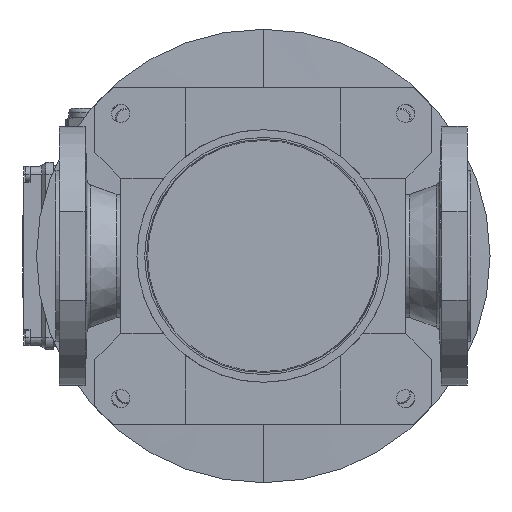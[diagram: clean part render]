
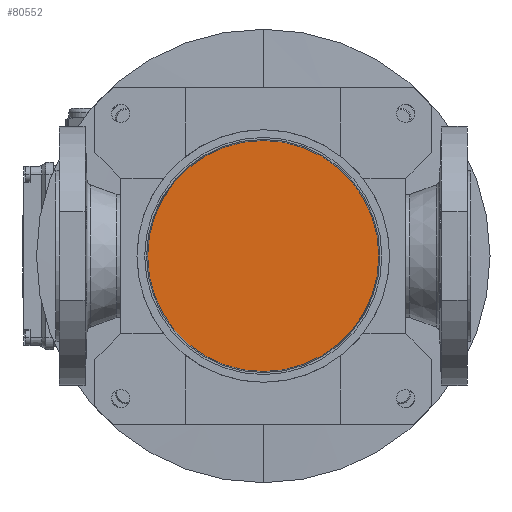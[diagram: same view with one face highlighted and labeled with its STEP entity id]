
A CAD part, front view. The second image highlights one B-rep face of the part: STEP entity #80552.
In plain terms, the highlighted planar face has unit normal (0, -1, 0).
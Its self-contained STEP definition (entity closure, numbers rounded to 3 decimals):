
#9780 = DIRECTION ( 'NONE',  ( 0., 0., 1. ) ) ;
#12799 = CIRCLE ( 'NONE', #91882, 89.214 ) ;
#13453 = ORIENTED_EDGE ( 'NONE', *, *, #123041, .F. ) ;
#16807 = PLANE ( 'NONE',  #69409 ) ;
#22654 = ORIENTED_EDGE ( 'NONE', *, *, #99044, .F. ) ;
#38976 = DIRECTION ( 'NONE',  ( 0., 0., -1. ) ) ;
#48633 = EDGE_LOOP ( 'NONE', ( #22654, #13453 ) ) ;
#50141 = CARTESIAN_POINT ( 'NONE',  ( 0., -46., 0. ) ) ;
#50535 = DIRECTION ( 'NONE',  ( 0., 0., 1. ) ) ;
#56559 = CARTESIAN_POINT ( 'NONE',  ( 0., -46., 0. ) ) ;
#59085 = CARTESIAN_POINT ( 'NONE',  ( 0., -46., -89.214 ) ) ;
#60148 = CARTESIAN_POINT ( 'NONE',  ( 0., -46., 89.214 ) ) ;
#62530 = VERTEX_POINT ( 'NONE', #59085 ) ;
#65050 = VERTEX_POINT ( 'NONE', #60148 ) ;
#66337 = FACE_OUTER_BOUND ( 'NONE', #48633, .T. ) ;
#69409 = AXIS2_PLACEMENT_3D ( 'NONE', #56559, #96348, #38976 ) ;
#80552 = ADVANCED_FACE ( 'NONE', ( #66337 ), #16807, .T. ) ;
#91882 = AXIS2_PLACEMENT_3D ( 'NONE', #50141, #99091, #9780 ) ;
#96348 = DIRECTION ( 'NONE',  ( 0., -1., 0. ) ) ;
#99044 = EDGE_CURVE ( 'NONE', #62530, #65050, #12799, .T. ) ;
#99091 = DIRECTION ( 'NONE',  ( 0., 1., 0. ) ) ;
#102459 = AXIS2_PLACEMENT_3D ( 'NONE', #108596, #122828, #50535 ) ;
#108596 = CARTESIAN_POINT ( 'NONE',  ( 0., -46., 0. ) ) ;
#110843 = CIRCLE ( 'NONE', #102459, 89.214 ) ;
#122828 = DIRECTION ( 'NONE',  ( 0., 1., 0. ) ) ;
#123041 = EDGE_CURVE ( 'NONE', #65050, #62530, #110843, .T. ) ;
